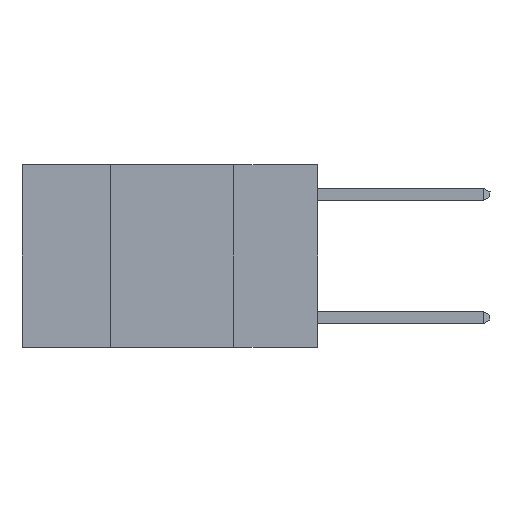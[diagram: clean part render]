
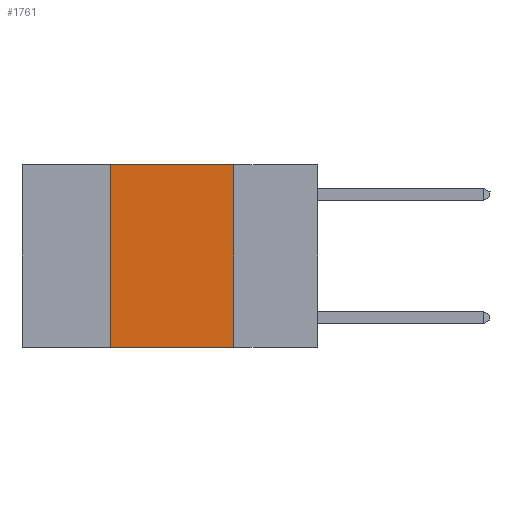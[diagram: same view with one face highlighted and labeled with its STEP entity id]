
A CAD part, left-side view. The second image highlights one B-rep face of the part: STEP entity #1761.
In plain terms, the highlighted planar face has unit normal (-1, 0, 0).
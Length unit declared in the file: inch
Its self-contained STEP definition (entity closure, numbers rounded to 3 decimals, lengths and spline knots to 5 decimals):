
#167 = DIRECTION ( 'NONE',  ( 0., -1., 0. ) ) ;
#488 = VECTOR ( 'NONE', #167, 39.37008 ) ;
#779 = EDGE_CURVE ( 'NONE', #9368, #3376, #12940, .T. ) ;
#1579 = CARTESIAN_POINT ( 'NONE',  ( 0., 0.6, 0. ) ) ;
#1761 = ADVANCED_FACE ( 'NONE', ( #11177 ), #11605, .F. ) ;
#2305 = CARTESIAN_POINT ( 'NONE',  ( 0., 0.42, -0.37 ) ) ;
#3376 = VERTEX_POINT ( 'NONE', #9258 ) ;
#3730 = CARTESIAN_POINT ( 'NONE',  ( 0., 0.6, -0.37 ) ) ;
#5184 = DIRECTION ( 'NONE',  ( 0., -1., 0. ) ) ;
#5223 = AXIS2_PLACEMENT_3D ( 'NONE', #1579, #15935, #8994 ) ;
#6302 = CARTESIAN_POINT ( 'NONE',  ( 0., 0.17, 0. ) ) ;
#6435 = LINE ( 'NONE', #16032, #20331 ) ;
#8000 = EDGE_CURVE ( 'NONE', #23275, #3376, #15511, .T. ) ;
#8994 = DIRECTION ( 'NONE',  ( 0., 0., -1. ) ) ;
#9019 = EDGE_CURVE ( 'NONE', #23275, #14947, #14375, .T. ) ;
#9258 = CARTESIAN_POINT ( 'NONE',  ( 0., 0.17, -0.37 ) ) ;
#9368 = VERTEX_POINT ( 'NONE', #6302 ) ;
#11177 = FACE_OUTER_BOUND ( 'NONE', #14256, .T. ) ;
#11605 = PLANE ( 'NONE',  #5223 ) ;
#12539 = CARTESIAN_POINT ( 'NONE',  ( 0., 0.42, 0. ) ) ;
#12940 = LINE ( 'NONE', #22607, #21957 ) ;
#14256 = EDGE_LOOP ( 'NONE', ( #20751, #17059, #19924, #15917 ) ) ;
#14375 = LINE ( 'NONE', #12539, #23376 ) ;
#14947 = VERTEX_POINT ( 'NONE', #21616 ) ;
#15511 = LINE ( 'NONE', #3730, #488 ) ;
#15557 = EDGE_CURVE ( 'NONE', #14947, #9368, #6435, .T. ) ;
#15917 = ORIENTED_EDGE ( 'NONE', *, *, #8000, .T. ) ;
#15935 = DIRECTION ( 'NONE',  ( 1., 0., 0. ) ) ;
#16032 = CARTESIAN_POINT ( 'NONE',  ( 0., 0.6, 0. ) ) ;
#17059 = ORIENTED_EDGE ( 'NONE', *, *, #15557, .F. ) ;
#19387 = DIRECTION ( 'NONE',  ( 0., 0., -1. ) ) ;
#19924 = ORIENTED_EDGE ( 'NONE', *, *, #9019, .F. ) ;
#20331 = VECTOR ( 'NONE', #5184, 39.37008 ) ;
#20751 = ORIENTED_EDGE ( 'NONE', *, *, #779, .F. ) ;
#21616 = CARTESIAN_POINT ( 'NONE',  ( 0., 0.42, 0. ) ) ;
#21957 = VECTOR ( 'NONE', #19387, 39.37008 ) ;
#22607 = CARTESIAN_POINT ( 'NONE',  ( 0., 0.17, 0. ) ) ;
#23275 = VERTEX_POINT ( 'NONE', #2305 ) ;
#23303 = DIRECTION ( 'NONE',  ( 0., 0., 1. ) ) ;
#23376 = VECTOR ( 'NONE', #23303, 39.37008 ) ;
